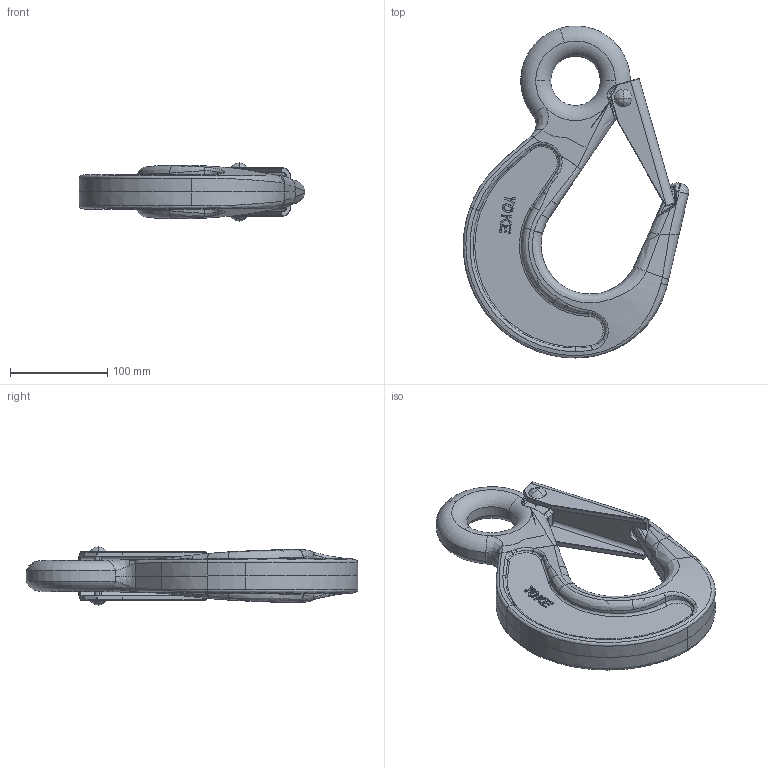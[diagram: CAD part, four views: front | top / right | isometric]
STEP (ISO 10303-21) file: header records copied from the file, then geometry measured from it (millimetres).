
FILE_DESCRIPTION(('CATIA V5 STEP Exchange'),'2;1');
FILE_NAME('X-044S-22.stp','2019-09-02T02:52:40+00:00',('none'),('none'),'CATIA Version 5 Release 21 GA (IN-10)','CATIA V5 STEP AP203','none');
FILE_SCHEMA(('CONFIG_CONTROL_DESIGN'));
Products named in the file (1): X-044S-22
Bounding box: 232.21 x 341.98 x 60 mm (x, y, z)
Volume: 1183754.9 mm3; surface area: 142844.2 mm2
Topology: 5 solids, 5 shells, 2734 faces, 6466 edges, 3741 vertices
Faces by surface type: bspline 1331, cylinder 658, sphere 438, plane 175, torus 132
Entity records: 128205 total; most frequent: CARTESIAN_POINT 79694, ORIENTED_EDGE 12862, EDGE_CURVE 6431, DIRECTION 4970, B_SPLINE_CURVE_WITH_KNOTS 3890, VERTEX_POINT 3740, EDGE_LOOP 2765, ADVANCED_FACE 2732
